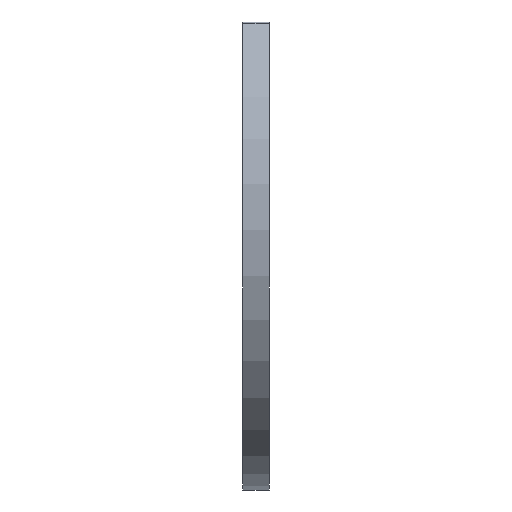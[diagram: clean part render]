
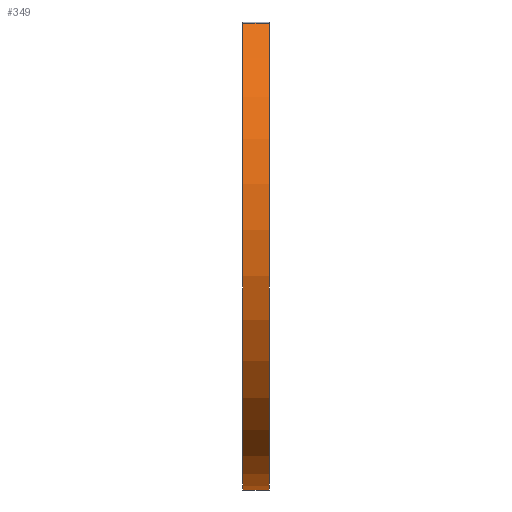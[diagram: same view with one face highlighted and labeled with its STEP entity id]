
A CAD part, left-side view. The second image highlights one B-rep face of the part: STEP entity #349.
In plain terms, the highlighted cylindrical face has radius 10.2 mm (diameter 20.4 mm), a partial arc.
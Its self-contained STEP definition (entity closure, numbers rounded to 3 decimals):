
#23 = ORIENTED_EDGE ( 'NONE', *, *, #412, .T. ) ;
#141 = DIRECTION ( 'NONE',  ( 0., 0., -1. ) ) ;
#155 = EDGE_CURVE ( 'NONE', #860, #426, #836, .T. ) ;
#162 = CARTESIAN_POINT ( 'NONE',  ( 0., 0.5, 0. ) ) ;
#194 = DIRECTION ( 'NONE',  ( 0., 0., 1. ) ) ;
#201 = DIRECTION ( 'NONE',  ( 0., -1., 0. ) ) ;
#209 = CARTESIAN_POINT ( 'NONE',  ( -7.013, 0.5, 7.407 ) ) ;
#219 = VERTEX_POINT ( 'NONE', #457 ) ;
#234 = CIRCLE ( 'NONE', #673, 10.2 ) ;
#237 = VERTEX_POINT ( 'NONE', #257 ) ;
#239 = CARTESIAN_POINT ( 'NONE',  ( -7.013, -0.5, 7.407 ) ) ;
#257 = CARTESIAN_POINT ( 'NONE',  ( 7.013, -0.5, 7.407 ) ) ;
#259 = EDGE_CURVE ( 'NONE', #237, #860, #234, .T. ) ;
#273 = LINE ( 'NONE', #552, #756 ) ;
#315 = CIRCLE ( 'NONE', #739, 10.2 ) ;
#349 = ADVANCED_FACE ( 'NONE', ( #629 ), #770, .T. ) ;
#360 = CARTESIAN_POINT ( 'NONE',  ( 0., 0.5, 0. ) ) ;
#412 = EDGE_CURVE ( 'NONE', #219, #237, #273, .T. ) ;
#417 = DIRECTION ( 'NONE',  ( 0., 1., 0. ) ) ;
#426 = VERTEX_POINT ( 'NONE', #798 ) ;
#452 = DIRECTION ( 'NONE',  ( 0., 1., 0. ) ) ;
#456 = AXIS2_PLACEMENT_3D ( 'NONE', #360, #549, #141 ) ;
#457 = CARTESIAN_POINT ( 'NONE',  ( 7.013, 0.5, 7.407 ) ) ;
#463 = EDGE_LOOP ( 'NONE', ( #680, #23, #685, #800 ) ) ;
#468 = DIRECTION ( 'NONE',  ( 0., 1., 0. ) ) ;
#549 = DIRECTION ( 'NONE',  ( 0., -1., 0. ) ) ;
#552 = CARTESIAN_POINT ( 'NONE',  ( 7.013, 0.5, 7.407 ) ) ;
#629 = FACE_OUTER_BOUND ( 'NONE', #463, .T. ) ;
#665 = DIRECTION ( 'NONE',  ( 0., 0., 1. ) ) ;
#673 = AXIS2_PLACEMENT_3D ( 'NONE', #875, #468, #194 ) ;
#680 = ORIENTED_EDGE ( 'NONE', *, *, #838, .F. ) ;
#685 = ORIENTED_EDGE ( 'NONE', *, *, #259, .T. ) ;
#739 = AXIS2_PLACEMENT_3D ( 'NONE', #162, #452, #665 ) ;
#756 = VECTOR ( 'NONE', #201, 1000. ) ;
#770 = CYLINDRICAL_SURFACE ( 'NONE', #456, 10.2 ) ;
#798 = CARTESIAN_POINT ( 'NONE',  ( -7.013, 0.5, 7.407 ) ) ;
#800 = ORIENTED_EDGE ( 'NONE', *, *, #155, .T. ) ;
#836 = LINE ( 'NONE', #209, #889 ) ;
#838 = EDGE_CURVE ( 'NONE', #219, #426, #315, .T. ) ;
#860 = VERTEX_POINT ( 'NONE', #239 ) ;
#875 = CARTESIAN_POINT ( 'NONE',  ( 0., -0.5, 0. ) ) ;
#889 = VECTOR ( 'NONE', #417, 1000. ) ;
